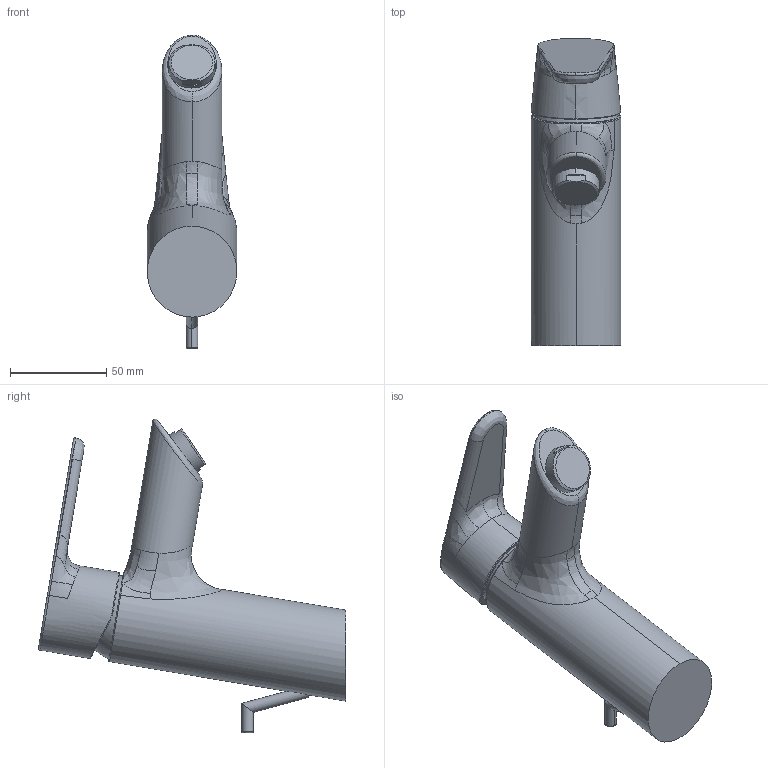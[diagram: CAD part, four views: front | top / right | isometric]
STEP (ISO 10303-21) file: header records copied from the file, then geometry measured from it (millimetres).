
FILE_DESCRIPTION (( 'STEP AP203' ), '1' );
FILE_NAME ('52402263(2022).STEP', '2022-01-25T07:46:17', ( '' ), ( '' ), 'SwSTEP 2.0', 'SolidWorks 2016', '' );
FILE_SCHEMA (( 'CONFIG_CONTROL_DESIGN' ));
Length unit declared in the file: millimetre
Products named in the file (1): 52402263(2022)
Bounding box: 46.5 x 159.2 x 162.7 mm (x, y, z)
Volume: 334392.6 mm3; surface area: 38857.3 mm2
Topology: 1 solids, 1 shells, 90 faces, 232 edges, 147 vertices
Faces by surface type: bspline 62, cylinder 13, plane 13, cone 2
Entity records: 14585 total; most frequent: CARTESIAN_POINT 12900, ORIENTED_EDGE 464, EDGE_CURVE 232, B_SPLINE_CURVE_WITH_KNOTS 176, VERTEX_POINT 147, DIRECTION 119, EDGE_LOOP 93, ADVANCED_FACE 90
